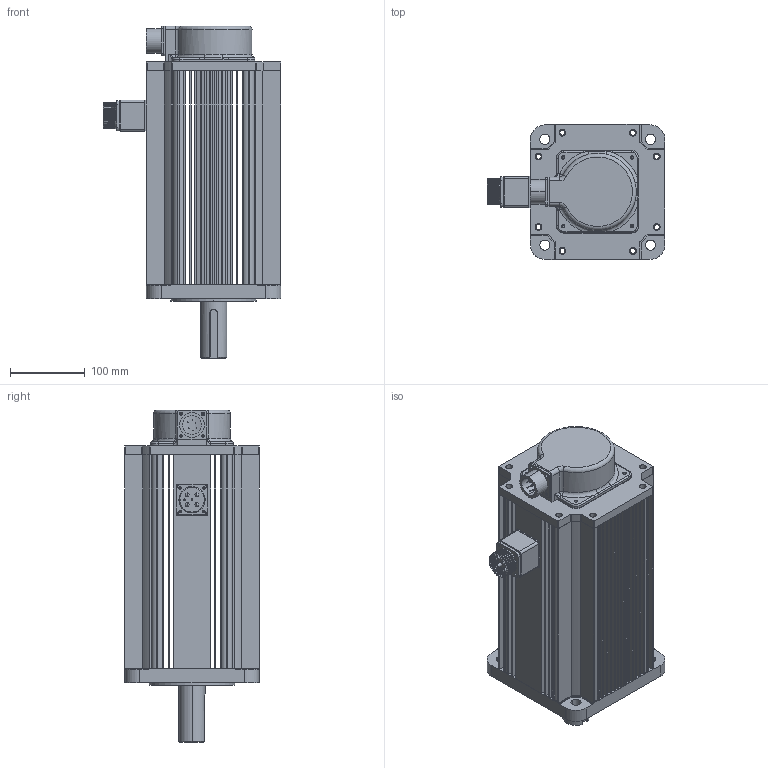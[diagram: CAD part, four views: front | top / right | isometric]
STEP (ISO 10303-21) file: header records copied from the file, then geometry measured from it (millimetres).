
FILE_DESCRIPTION (( 'STEP AP203' ), '1' );
FILE_NAME ('MS6H-180CS(CM)15EZ2-47P5.STEP', '2020-12-11T07:23:30', ( '' ), ( '' ), 'SwSTEP 2.0', 'SolidWorks 2016', '' );
FILE_SCHEMA (( 'CONFIG_CONTROL_DESIGN' ));
Length unit declared in the file: millimetre
Products named in the file (1): MS6H-180CS(CM)15EZ2-47P5
Bounding box: 237.9 x 180 x 444 mm (x, y, z)
Surface area: 530709.9 mm2 (no closed solid volume)
Topology: 0 solids, 20 shells, 737 faces, 2267 edges, 1529 vertices
Faces by surface type: cylinder 310, plane 306, torus 65, bspline 29, sphere 14, cone 13
Entity records: 32074 total; most frequent: CARTESIAN_POINT 12000, DIRECTION 4338, ORIENTED_EDGE 3826, EDGE_CURVE 2239, AXIS2_PLACEMENT_3D 1594, VERTEX_POINT 1517, VECTOR 1150, LINE 1150
